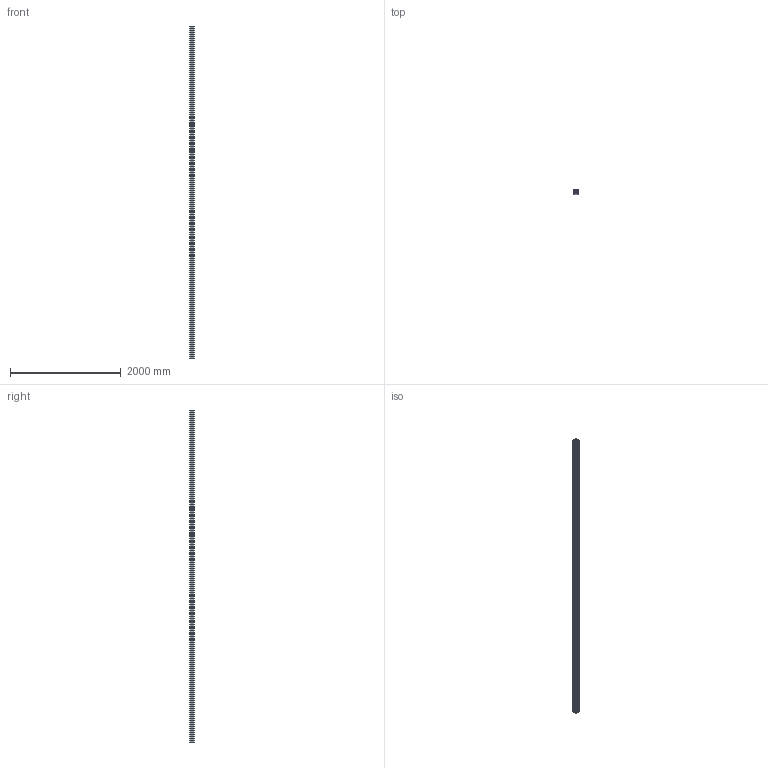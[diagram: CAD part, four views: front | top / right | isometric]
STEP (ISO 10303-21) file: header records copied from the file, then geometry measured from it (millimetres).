
FILE_DESCRIPTION (( 'STEP AP203' ), '1' );
FILE_NAME ('C01-4.STEP', '2018-04-02T17:06:33', ( 'User2' ), ( '' ), 'SwSTEP 2.0', 'SolidWorks 2007', '' );
FILE_SCHEMA (( 'CONFIG_CONTROL_DESIGN' ));
Length unit declared in the file: millimetre
Products named in the file (1): C01-4
Bounding box: 80 x 80 x 6000 mm (x, y, z)
Volume: 14044650.5 mm3; surface area: 7082039.6 mm2
Topology: 1 solids, 1 shells, 186 faces, 552 edges, 368 vertices
Faces by surface type: plane 170, cylinder 16
Entity records: 6241 total; most frequent: CARTESIAN_POINT 1107, ORIENTED_EDGE 1104, DIRECTION 958, EDGE_CURVE 552, LINE 520, VECTOR 520, VERTEX_POINT 368, AXIS2_PLACEMENT_3D 219
